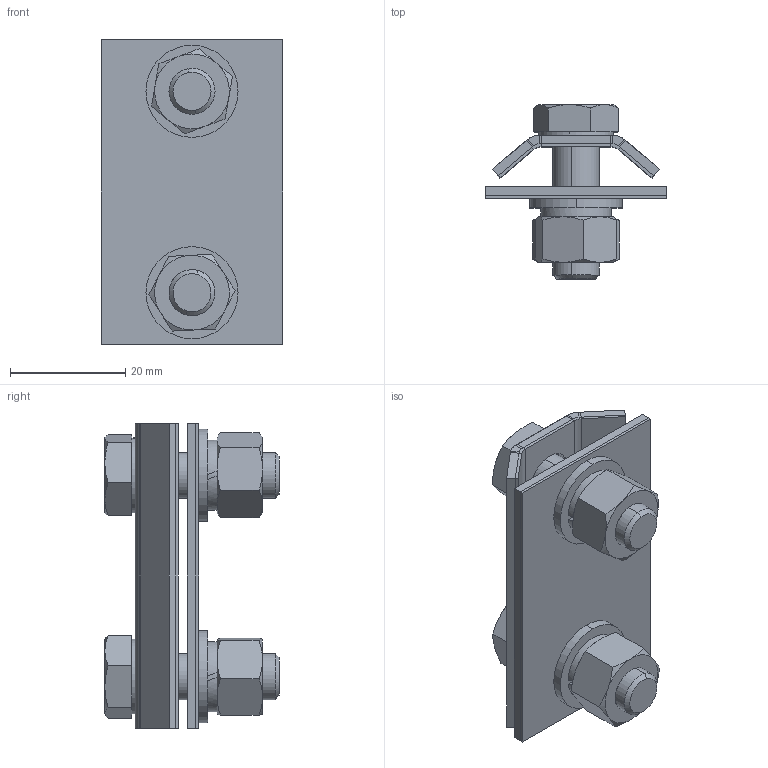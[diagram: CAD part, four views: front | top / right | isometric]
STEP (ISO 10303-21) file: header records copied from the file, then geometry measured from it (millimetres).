
FILE_DESCRIPTION (( 'STEP AP203' ), '1' );
FILE_NAME ('0202 Ñêâîçíîå (äûðî÷íîå) ñîåäèíåíèå, åäèíè÷íîå.STEP', '2024-03-25T09:01:27', ( '' ), ( '' ), 'SwSTEP 2.0', 'SolidWorks 2022', '' );
FILE_SCHEMA (( 'CONFIG_CONTROL_DESIGN' ));
Length unit declared in the file: millimetre
Products named in the file (11): 0202.001 Пластина; 0202.002 Пластина; ГОСТ 6402-70_Шайба 8Л ГОСТ 6402-70; hex nut gradec_iso_ISO - 4034 - M8 - N; 0202.001-01 Пластина; 0202.001-02 Пластина; 0202 Сквозное (дырочное) соединение, единичное; 0202.002-02 Пластина; 0202.002-01 Пластина; hex screw gradeab_iso_ISO 4017 - M8 x 25-N; plain washer grade a_din_Washer DIN 125 - A 8.4
Assembly tree (14 placements, depth 2):
  0202 Сквозное (дырочное) соединение, единичное
    0202.001 Пластина
    0202.002 Пластина
    hex screw gradeab_iso_ISO 4017 - M8 x 25-N  x2
    hex nut gradec_iso_ISO - 4034 - M8 - N  x2
    0202.001-01 Пластина
    0202.002-01 Пластина
    0202.001-02 Пластина
    0202.002-02 Пластина
    ГОСТ 6402-70_Шайба 8Л ГОСТ 6402-70  x2
    plain washer grade a_din_Washer DIN 125 - A 8.4  x2
Bounding box: 31.5 x 30.3 x 53 mm (x, y, z)
Volume: 23463.2 mm3; surface area: 26088 mm2
Topology: 14 solids, 14 shells, 250 faces, 540 edges, 320 vertices
Faces by surface type: plane 130, cylinder 68, cone 48, torus 4
Entity records: 6299 total; most frequent: CARTESIAN_POINT 1034, DIRECTION 876, ORIENTED_EDGE 780, EDGE_CURVE 390, AXIS2_PLACEMENT_3D 330, VERTEX_POINT 232, LINE 216, VECTOR 216
